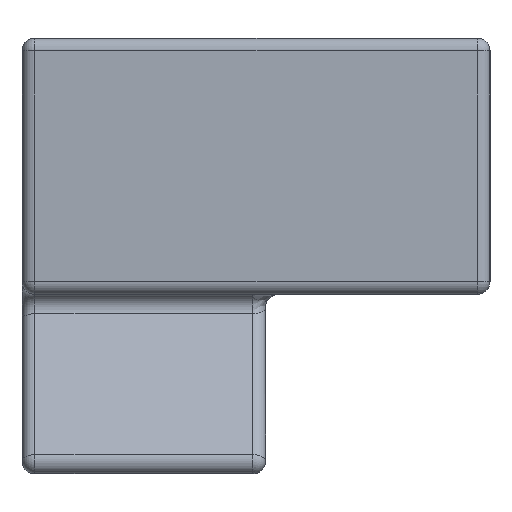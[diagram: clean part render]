
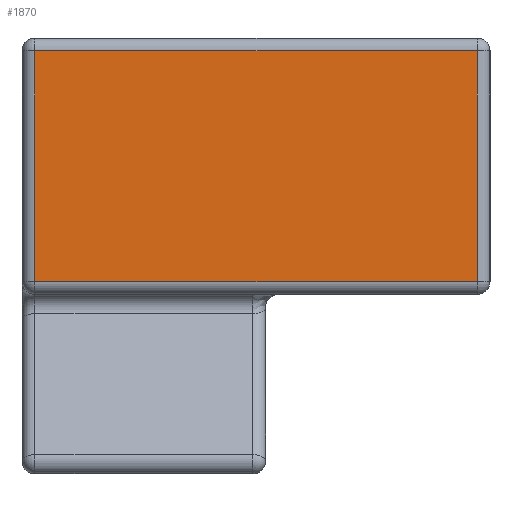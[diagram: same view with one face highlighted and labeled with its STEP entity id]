
A CAD part, left-side view. The second image highlights one B-rep face of the part: STEP entity #1870.
In plain terms, the highlighted planar face has unit normal (-1, 0, 0).
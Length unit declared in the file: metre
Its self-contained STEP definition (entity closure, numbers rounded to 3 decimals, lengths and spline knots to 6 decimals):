
#217=LINE('',#3186,#342);
#218=LINE('',#3189,#343);
#219=LINE('',#3191,#344);
#220=LINE('',#3193,#345);
#342=VECTOR('',#2421,1.);
#343=VECTOR('',#2422,1.);
#344=VECTOR('',#2423,1.);
#345=VECTOR('',#2424,1.);
#479=ORIENTED_EDGE('',*,*,#1053,.T.);
#480=ORIENTED_EDGE('',*,*,#1054,.T.);
#481=ORIENTED_EDGE('',*,*,#1055,.T.);
#482=ORIENTED_EDGE('',*,*,#1056,.T.);
#1053=EDGE_CURVE('',#1340,#1341,#217,.F.);
#1054=EDGE_CURVE('',#1341,#1342,#218,.F.);
#1055=EDGE_CURVE('',#1342,#1343,#219,.F.);
#1056=EDGE_CURVE('',#1343,#1340,#220,.F.);
#1340=VERTEX_POINT('',#3187);
#1341=VERTEX_POINT('',#3188);
#1342=VERTEX_POINT('',#3190);
#1343=VERTEX_POINT('',#3192);
#1566=EDGE_LOOP('',(#479,#480,#481,#482));
#1705=FACE_BOUND('',#1566,.T.);
#1844=PLANE('',#2034);
#1870=ADVANCED_FACE('',(#1705),#1844,.T.);
#2034=AXIS2_PLACEMENT_3D('',#3185,#2419,#2420);
#2419=DIRECTION('',(-1.,0.,0.));
#2420=DIRECTION('',(0.,0.,1.));
#2421=DIRECTION('',(0.,1.,0.));
#2422=DIRECTION('',(0.,0.,-1.));
#2423=DIRECTION('',(0.,-1.,0.));
#2424=DIRECTION('',(0.,0.,1.));
#3185=CARTESIAN_POINT('',(0.0277,0.01825,0.01));
#3186=CARTESIAN_POINT('',(0.0277,0.0147,0.0062));
#3187=CARTESIAN_POINT('',(0.0277,0.0218,0.0062));
#3188=CARTESIAN_POINT('',(0.0277,0.0149,0.0062));
#3189=CARTESIAN_POINT('',(0.0277,0.0149,0.01));
#3190=CARTESIAN_POINT('',(0.0277,0.0149,0.0098));
#3191=CARTESIAN_POINT('',(0.0277,0.01825,0.0098));
#3192=CARTESIAN_POINT('',(0.0277,0.0218,0.0098));
#3193=CARTESIAN_POINT('',(0.0277,0.0218,0.01));
